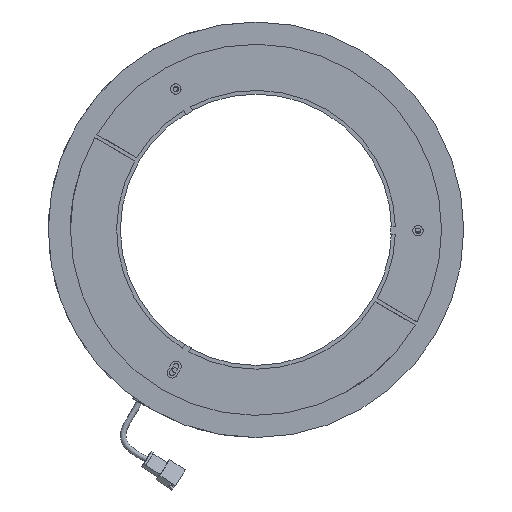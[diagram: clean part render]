
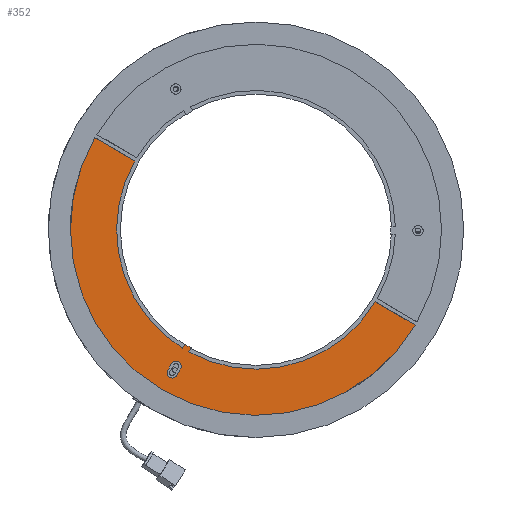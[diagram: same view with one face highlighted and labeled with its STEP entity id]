
A CAD part, front view. The second image highlights one B-rep face of the part: STEP entity #352.
In plain terms, the highlighted planar face has unit normal (0, -1, 0).
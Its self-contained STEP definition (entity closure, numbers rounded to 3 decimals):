
#352 = ADVANCED_FACE ( 'NONE', ( #8523, #8527 ), #5159, .T. ) ;
#403 = EDGE_LOOP ( 'NONE', ( #1834, #1835, #1836, #1837, #1838 ) ) ;
#412 = EDGE_LOOP ( 'NONE', ( #1826, #1827, #1828, #1829, #1830, #1831, #1832, #1833 ) ) ;
#1519 = VERTEX_POINT ( 'NONE', #7471 ) ;
#1533 = VERTEX_POINT ( 'NONE', #7485 ) ;
#1534 = VERTEX_POINT ( 'NONE', #7486 ) ;
#1548 = VERTEX_POINT ( 'NONE', #7500 ) ;
#1552 = VERTEX_POINT ( 'NONE', #7504 ) ;
#1553 = VERTEX_POINT ( 'NONE', #7505 ) ;
#1554 = VERTEX_POINT ( 'NONE', #7506 ) ;
#1560 = VERTEX_POINT ( 'NONE', #7512 ) ;
#1561 = VERTEX_POINT ( 'NONE', #7513 ) ;
#1563 = VERTEX_POINT ( 'NONE', #7515 ) ;
#1566 = VERTEX_POINT ( 'NONE', #7518 ) ;
#1568 = VERTEX_POINT ( 'NONE', #7520 ) ;
#1571 = VERTEX_POINT ( 'NONE', #7523 ) ;
#1752 = EDGE_CURVE ( 'NONE', #1533, #1534, #7203, .T. ) ;
#1778 = EDGE_CURVE ( 'NONE', #1548, #1533, #7237, .T. ) ;
#1781 = EDGE_CURVE ( 'NONE', #1554, #1548, #7243, .T. ) ;
#1784 = EDGE_CURVE ( 'NONE', #1552, #1554, #7247, .T. ) ;
#1786 = EDGE_CURVE ( 'NONE', #1534, #1552, #7251, .T. ) ;
#1826 = ORIENTED_EDGE ( 'NONE', *, *, #2092, .F. ) ;
#1827 = ORIENTED_EDGE ( 'NONE', *, *, #2095, .T. ) ;
#1828 = ORIENTED_EDGE ( 'NONE', *, *, #2096, .T. ) ;
#1829 = ORIENTED_EDGE ( 'NONE', *, *, #2097, .F. ) ;
#1830 = ORIENTED_EDGE ( 'NONE', *, *, #2080, .T. ) ;
#1831 = ORIENTED_EDGE ( 'NONE', *, *, #2084, .T. ) ;
#1832 = ORIENTED_EDGE ( 'NONE', *, *, #2087, .T. ) ;
#1833 = ORIENTED_EDGE ( 'NONE', *, *, #2090, .T. ) ;
#1834 = ORIENTED_EDGE ( 'NONE', *, *, #1752, .T. ) ;
#1835 = ORIENTED_EDGE ( 'NONE', *, *, #1786, .T. ) ;
#1836 = ORIENTED_EDGE ( 'NONE', *, *, #1784, .T. ) ;
#1837 = ORIENTED_EDGE ( 'NONE', *, *, #1781, .T. ) ;
#1838 = ORIENTED_EDGE ( 'NONE', *, *, #1778, .T. ) ;
#2080 = EDGE_CURVE ( 'NONE', #1553, #1519, #7254, .T. ) ;
#2084 = EDGE_CURVE ( 'NONE', #1519, #1560, #7259, .T. ) ;
#2087 = EDGE_CURVE ( 'NONE', #1560, #1561, #7263, .T. ) ;
#2090 = EDGE_CURVE ( 'NONE', #1561, #1566, #7267, .T. ) ;
#2092 = EDGE_CURVE ( 'NONE', #1568, #1566, #7273, .T. ) ;
#2095 = EDGE_CURVE ( 'NONE', #1568, #1563, #7281, .T. ) ;
#2096 = EDGE_CURVE ( 'NONE', #1563, #1571, #7283, .T. ) ;
#2097 = EDGE_CURVE ( 'NONE', #1553, #1571, #7284, .T. ) ;
#4669 = AXIS2_PLACEMENT_3D ( 'NONE', #5166, #5167, #5168 ) ;
#5159 = PLANE ( 'NONE',  #4669 ) ;
#5166 = CARTESIAN_POINT ( 'NONE',  ( -187.13, -10., 109.545 ) ) ;
#5167 = DIRECTION ( 'NONE',  ( 0., -1., 0. ) ) ;
#5168 = DIRECTION ( 'NONE',  ( -0.505, 0., -0.863 ) ) ;
#5548 = AXIS2_PLACEMENT_3D ( 'NONE', #7861, #7862, #7863 ) ;
#5560 = AXIS2_PLACEMENT_3D ( 'NONE', #8076, #8077, #8078 ) ;
#7203 = CIRCLE ( 'NONE', #5548, 2.75 ) ;
#7237 = LINE ( 'NONE', #8066, #7240 ) ;
#7240 = VECTOR ( 'NONE', #8067, 1000. ) ;
#7243 = CIRCLE ( 'NONE', #5560, 2.75 ) ;
#7247 = LINE ( 'NONE', #8080, #7250 ) ;
#7250 = VECTOR ( 'NONE', #8081, 1000. ) ;
#7251 = CIRCLE ( 'NONE', #8369, 2.75 ) ;
#7254 = LINE ( 'NONE', #8098, #7258 ) ;
#7258 = VECTOR ( 'NONE', #8101, 1000. ) ;
#7259 = CIRCLE ( 'NONE', #8372, 74. ) ;
#7263 = LINE ( 'NONE', #8111, #7270 ) ;
#7267 = CIRCLE ( 'NONE', #8374, 71.501 ) ;
#7270 = VECTOR ( 'NONE', #8116, 1000. ) ;
#7273 = LINE ( 'NONE', #8126, #7278 ) ;
#7278 = VECTOR ( 'NONE', #8121, 1000. ) ;
#7281 = CIRCLE ( 'NONE', #8376, 74. ) ;
#7283 = LINE ( 'NONE', #8115, #7285 ) ;
#7284 = CIRCLE ( 'NONE', #8377, 98.5 ) ;
#7285 = VECTOR ( 'NONE', #8125, 1000. ) ;
#7471 = CARTESIAN_POINT ( 'NONE',  ( 63.351, -10., -38.244 ) ) ;
#7485 = CARTESIAN_POINT ( 'NONE',  ( -42.084, -10., -77.334 ) ) ;
#7486 = CARTESIAN_POINT ( 'NONE',  ( -45.847, -10., -78.318 ) ) ;
#7500 = CARTESIAN_POINT ( 'NONE',  ( -40.063, -10., -73.882 ) ) ;
#7504 = CARTESIAN_POINT ( 'NONE',  ( -46.831, -10., -74.555 ) ) ;
#7505 = CARTESIAN_POINT ( 'NONE',  ( 84.496, -10., -50.622 ) ) ;
#7506 = CARTESIAN_POINT ( 'NONE',  ( -44.81, -10., -71.103 ) ) ;
#7512 = CARTESIAN_POINT ( 'NONE',  ( -35.645, -10., -64.849 ) ) ;
#7513 = CARTESIAN_POINT ( 'NONE',  ( -34.382, -10., -62.692 ) ) ;
#7515 = CARTESIAN_POINT ( 'NONE',  ( -64.362, -10., 36.518 ) ) ;
#7518 = CARTESIAN_POINT ( 'NONE',  ( -37.834, -10., -60.671 ) ) ;
#7520 = CARTESIAN_POINT ( 'NONE',  ( -39.097, -10., -62.829 ) ) ;
#7523 = CARTESIAN_POINT ( 'NONE',  ( -85.507, -10., 48.896 ) ) ;
#7861 = CARTESIAN_POINT ( 'NONE',  ( -44.457, -10., -75.944 ) ) ;
#7862 = DIRECTION ( 'NONE',  ( 0., 1., 0. ) ) ;
#7863 = DIRECTION ( 'NONE',  ( -0.505, 0., -0.863 ) ) ;
#8066 = CARTESIAN_POINT ( 'NONE',  ( 2.373, -10., -1.389 ) ) ;
#8067 = DIRECTION ( 'NONE',  ( -0.505, 0., -0.863 ) ) ;
#8076 = CARTESIAN_POINT ( 'NONE',  ( -42.437, -10., -72.492 ) ) ;
#8077 = DIRECTION ( 'NONE',  ( 0., 1., 0. ) ) ;
#8078 = DIRECTION ( 'NONE',  ( -0.505, 0., -0.863 ) ) ;
#8080 = CARTESIAN_POINT ( 'NONE',  ( -2.373, -10., 1.389 ) ) ;
#8081 = DIRECTION ( 'NONE',  ( 0.505, 0., 0.863 ) ) ;
#8086 = CARTESIAN_POINT ( 'NONE',  ( -44.457, -10., -75.944 ) ) ;
#8087 = DIRECTION ( 'NONE',  ( 0., 1., 0. ) ) ;
#8088 = DIRECTION ( 'NONE',  ( -0.505, 0., -0.863 ) ) ;
#8098 = CARTESIAN_POINT ( 'NONE',  ( -187.635, -10., 108.682 ) ) ;
#8101 = DIRECTION ( 'NONE',  ( -0.863, 0., 0.505 ) ) ;
#8108 = CARTESIAN_POINT ( 'NONE',  ( 0., -10., 0. ) ) ;
#8109 = DIRECTION ( 'NONE',  ( 0., 1., 0. ) ) ;
#8110 = DIRECTION ( 'NONE',  ( 0.505, 0., 0.863 ) ) ;
#8111 = CARTESIAN_POINT ( 'NONE',  ( 1.726, -10., -1.01 ) ) ;
#8115 = CARTESIAN_POINT ( 'NONE',  ( -187.635, -10., 108.682 ) ) ;
#8116 = DIRECTION ( 'NONE',  ( 0.505, 0., 0.863 ) ) ;
#8121 = DIRECTION ( 'NONE',  ( 0.505, 0., 0.863 ) ) ;
#8122 = CARTESIAN_POINT ( 'NONE',  ( 0., -10., 0. ) ) ;
#8123 = DIRECTION ( 'NONE',  ( 0., 1., 0. ) ) ;
#8124 = DIRECTION ( 'NONE',  ( 0.505, 0., 0.863 ) ) ;
#8125 = DIRECTION ( 'NONE',  ( -0.863, 0., 0.505 ) ) ;
#8126 = CARTESIAN_POINT ( 'NONE',  ( -1.726, -10., 1.01 ) ) ;
#8136 = CARTESIAN_POINT ( 'NONE',  ( 0., -10., 0. ) ) ;
#8137 = DIRECTION ( 'NONE',  ( 0., 1., 0. ) ) ;
#8138 = DIRECTION ( 'NONE',  ( 0.505, 0., 0.863 ) ) ;
#8141 = CARTESIAN_POINT ( 'NONE',  ( 0., -10., 0. ) ) ;
#8142 = DIRECTION ( 'NONE',  ( 0., 1., 0. ) ) ;
#8143 = DIRECTION ( 'NONE',  ( 0.505, 0., 0.863 ) ) ;
#8369 = AXIS2_PLACEMENT_3D ( 'NONE', #8086, #8087, #8088 ) ;
#8372 = AXIS2_PLACEMENT_3D ( 'NONE', #8108, #8109, #8110 ) ;
#8374 = AXIS2_PLACEMENT_3D ( 'NONE', #8122, #8123, #8124 ) ;
#8376 = AXIS2_PLACEMENT_3D ( 'NONE', #8136, #8137, #8138 ) ;
#8377 = AXIS2_PLACEMENT_3D ( 'NONE', #8141, #8142, #8143 ) ;
#8523 = FACE_OUTER_BOUND ( 'NONE', #412, .T. ) ;
#8527 = FACE_BOUND ( 'NONE', #403, .T. ) ;
